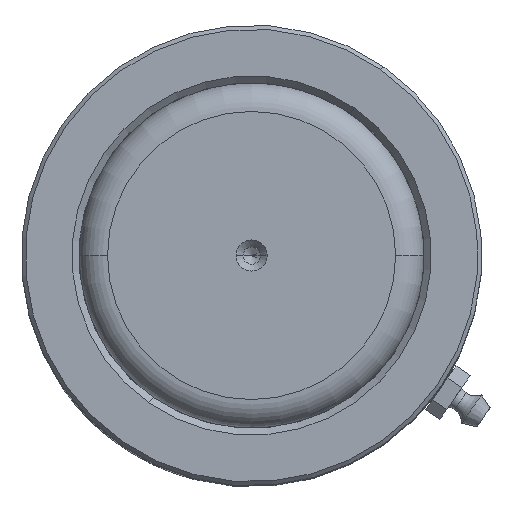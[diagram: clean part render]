
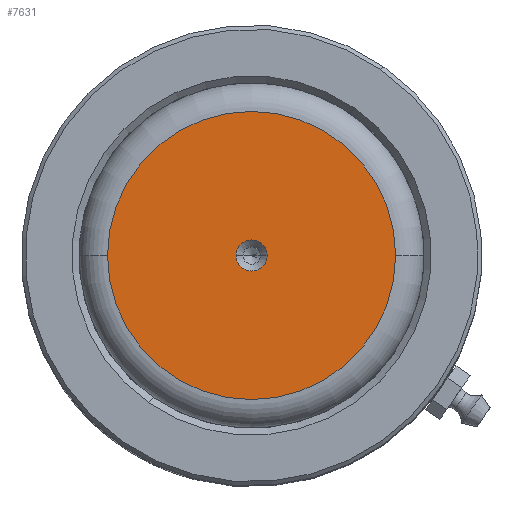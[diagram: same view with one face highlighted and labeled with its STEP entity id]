
A CAD part, top view. The second image highlights one B-rep face of the part: STEP entity #7631.
In plain terms, the highlighted planar face has unit normal (0, 0, 1).
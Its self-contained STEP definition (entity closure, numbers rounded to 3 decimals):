
#7 = DIRECTION ( 'NONE',  ( 1., 0., 0. ) ) ;
#321 = DIRECTION ( 'NONE',  ( 1., 0., 0. ) ) ;
#420 = CARTESIAN_POINT ( 'NONE',  ( 0., 0., 212. ) ) ;
#422 = CARTESIAN_POINT ( 'NONE',  ( -25.017, 0., 212. ) ) ;
#1202 = CARTESIAN_POINT ( 'NONE',  ( -2.7, 0., 212. ) ) ;
#1294 = VERTEX_POINT ( 'NONE', #6285 ) ;
#2027 = AXIS2_PLACEMENT_3D ( 'NONE', #420, #8983, #6210 ) ;
#2181 = DIRECTION ( 'NONE',  ( 1., 0., 0. ) ) ;
#2244 = DIRECTION ( 'NONE',  ( 0., 0., 1. ) ) ;
#2787 = CARTESIAN_POINT ( 'NONE',  ( 2.7, 0., 212. ) ) ;
#3037 = FACE_BOUND ( 'NONE', #5119, .T. ) ;
#3484 = ORIENTED_EDGE ( 'NONE', *, *, #8155, .F. ) ;
#3676 = PLANE ( 'NONE',  #5508 ) ;
#4486 = CARTESIAN_POINT ( 'NONE',  ( 0., 0., 212. ) ) ;
#4570 = DIRECTION ( 'NONE',  ( 0., 0., 1. ) ) ;
#4712 = VERTEX_POINT ( 'NONE', #1202 ) ;
#4745 = FACE_OUTER_BOUND ( 'NONE', #8035, .T. ) ;
#4932 = EDGE_CURVE ( 'NONE', #6891, #1294, #6012, .T. ) ;
#5087 = CIRCLE ( 'NONE', #6657, 2.7 ) ;
#5115 = CARTESIAN_POINT ( 'NONE',  ( 0., 0., 212. ) ) ;
#5119 = EDGE_LOOP ( 'NONE', ( #3484, #7368 ) ) ;
#5140 = DIRECTION ( 'NONE',  ( 0., 0., 1. ) ) ;
#5443 = ORIENTED_EDGE ( 'NONE', *, *, #4932, .T. ) ;
#5508 = AXIS2_PLACEMENT_3D ( 'NONE', #5115, #2244, #5838 ) ;
#5627 = AXIS2_PLACEMENT_3D ( 'NONE', #7449, #4570, #321 ) ;
#5838 = DIRECTION ( 'NONE',  ( 1., 0., 0. ) ) ;
#5863 = DIRECTION ( 'NONE',  ( 0., 0., 1. ) ) ;
#5975 = CIRCLE ( 'NONE', #5627, 2.7 ) ;
#6012 = CIRCLE ( 'NONE', #2027, 25.017 ) ;
#6210 = DIRECTION ( 'NONE',  ( 1., 0., 0. ) ) ;
#6285 = CARTESIAN_POINT ( 'NONE',  ( 25.017, 0., 212. ) ) ;
#6657 = AXIS2_PLACEMENT_3D ( 'NONE', #4486, #5140, #7 ) ;
#6891 = VERTEX_POINT ( 'NONE', #422 ) ;
#7290 = CARTESIAN_POINT ( 'NONE',  ( 0., 0., 212. ) ) ;
#7348 = EDGE_CURVE ( 'NONE', #4712, #9245, #5087, .T. ) ;
#7368 = ORIENTED_EDGE ( 'NONE', *, *, #7348, .F. ) ;
#7449 = CARTESIAN_POINT ( 'NONE',  ( 0., 0., 212. ) ) ;
#7453 = CIRCLE ( 'NONE', #9084, 25.017 ) ;
#7582 = EDGE_CURVE ( 'NONE', #1294, #6891, #7453, .T. ) ;
#7631 = ADVANCED_FACE ( 'NONE', ( #3037, #4745 ), #3676, .T. ) ;
#8035 = EDGE_LOOP ( 'NONE', ( #8228, #5443 ) ) ;
#8155 = EDGE_CURVE ( 'NONE', #9245, #4712, #5975, .T. ) ;
#8228 = ORIENTED_EDGE ( 'NONE', *, *, #7582, .T. ) ;
#8983 = DIRECTION ( 'NONE',  ( 0., 0., 1. ) ) ;
#9084 = AXIS2_PLACEMENT_3D ( 'NONE', #7290, #5863, #2181 ) ;
#9245 = VERTEX_POINT ( 'NONE', #2787 ) ;
